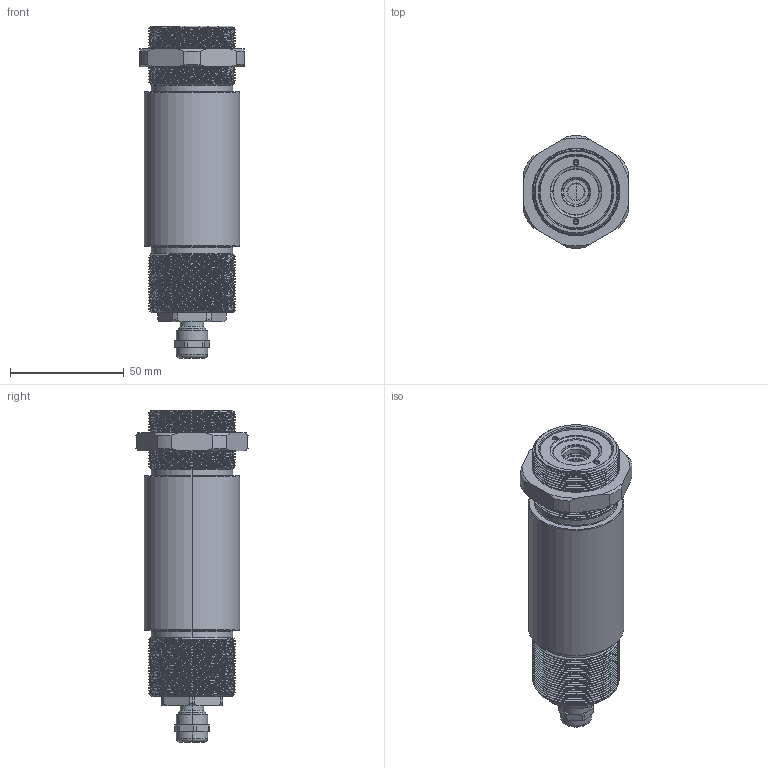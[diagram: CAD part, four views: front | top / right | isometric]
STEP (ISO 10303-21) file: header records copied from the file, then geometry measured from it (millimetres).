
FILE_DESCRIPTION (( 'STEP AP214' ), '1' );
FILE_NAME ('9CX01 CX-Kopf-4-20mA.STEP', '2009-12-03T13:31:31', ( 'ab' ), ( '' ), 'SwSTEP 2.0', 'SolidWorks 2009', '' );
FILE_SCHEMA (( 'AUTOMOTIVE_DESIGN' ));
Length unit declared in the file: millimetre
Products named in the file (11): 64101 Kabelverschraubung-M12x1_5_Default; 9C140-X Messkopf-CSM_CTF; 1CX05 Verschlussring_Default; 1CX02 Isolationsring_Default; 1CX03 Frontring_Default; 1C004 Gehäuserohr_Default; 1C016 Frontdichtring_FDR-A1; 1C010 SI-Linse_Default; 1C333 Mutter 1,5-20 UNF-2A_Default; 1CX01 Gewinderohr_Default; 9CX01 CX-Kopf-4-20mA
Assembly tree (10 placements, depth 3):
  9CX01 CX-Kopf-4-20mA
    64101 Kabelverschraubung-M12x1_5_Default
    9C140-X Messkopf-CSM_CTF
      1C016 Frontdichtring_FDR-A1
      1C004 Gehäuserohr_Default
      1C010 SI-Linse_Default
    1C333 Mutter 1,5-20 UNF-2A_Default
    1CX01 Gewinderohr_Default
    1CX03 Frontring_Default
    1CX02 Isolationsring_Default
    1CX05 Verschlussring_Default
Bounding box: 46 x 49.44 x 146 mm (x, y, z)
Volume: 111642.8 mm3; surface area: 51106.3 mm2
Topology: 9 solids, 9 shells, 487 faces, 1139 edges, 686 vertices
Faces by surface type: cylinder 221, cone 170, plane 65, torus 23, bspline 6, sphere 2
Entity records: 25930 total; most frequent: CARTESIAN_POINT 14505, DIRECTION 2347, ORIENTED_EDGE 2246, EDGE_CURVE 1123, AXIS2_PLACEMENT_3D 949, VERTEX_POINT 686, EDGE_LOOP 535, ADVANCED_FACE 487
